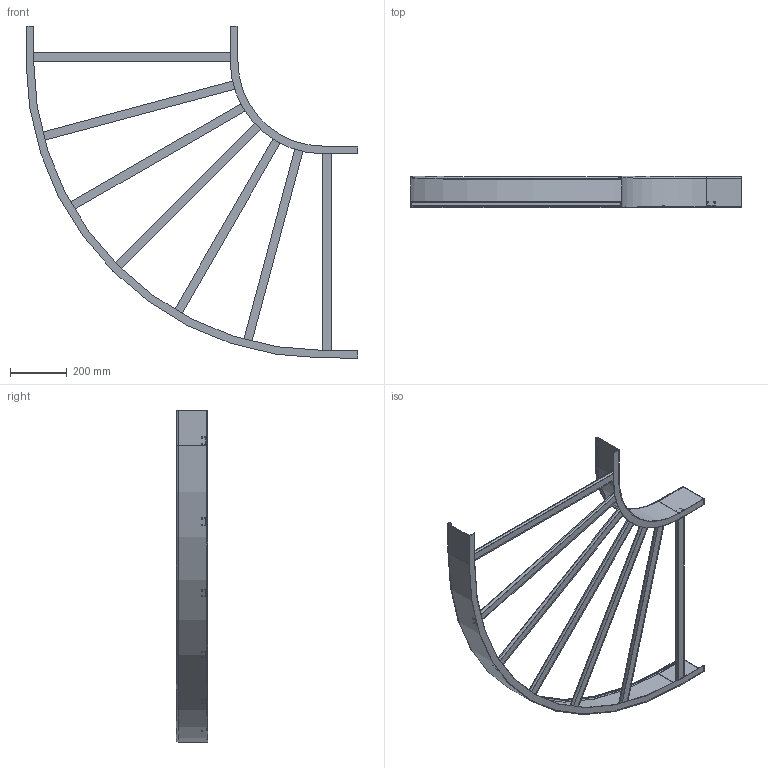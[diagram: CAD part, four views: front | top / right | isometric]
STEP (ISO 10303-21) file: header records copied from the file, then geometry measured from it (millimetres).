
FILE_DESCRIPTION (( 'STEP AP214' ), '1' );
FILE_NAME ('6225184.stp', '2017-03-23T11:57:33', ( '' ), ( '' ), 'SwSTEP 2.0', 'SolidWorks 2016', '' );
FILE_SCHEMA (( 'AUTOMOTIVE_DESIGN' ));
Length unit declared in the file: millimetre
Products named in the file (4): 082108_L743; 087828_Auáenholm 110xR1050; 087827_Innenholm 110xR300; 6225184
Assembly tree (9 placements, depth 2):
  6225184
    087827_Innenholm 110xR300
    087828_Auáenholm 110xR1050
    082108_L743  x7
Bounding box: 1175 x 110 x 1175 mm (x, y, z)
Volume: 1449379.6 mm3; surface area: 1483639.6 mm2
Topology: 9 solids, 9 shells, 282 faces, 752 edges, 488 vertices
Faces by surface type: plane 260, cylinder 18, torus 4
Entity records: 3110 total; most frequent: CARTESIAN_POINT 514, DIRECTION 512, ORIENTED_EDGE 496, EDGE_CURVE 248, VECTOR 212, LINE 212, VERTEX_POINT 152, AXIS2_PLACEMENT_3D 150
